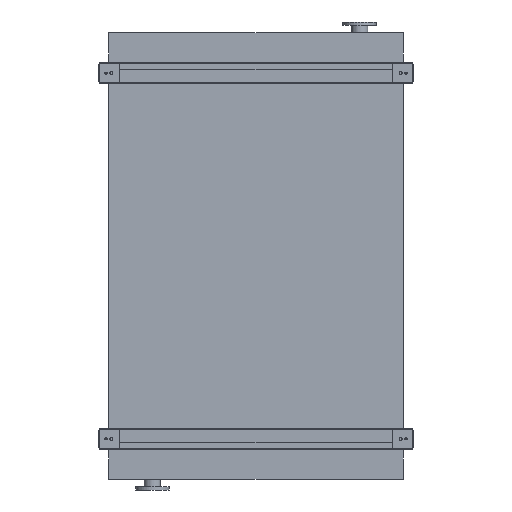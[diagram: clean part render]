
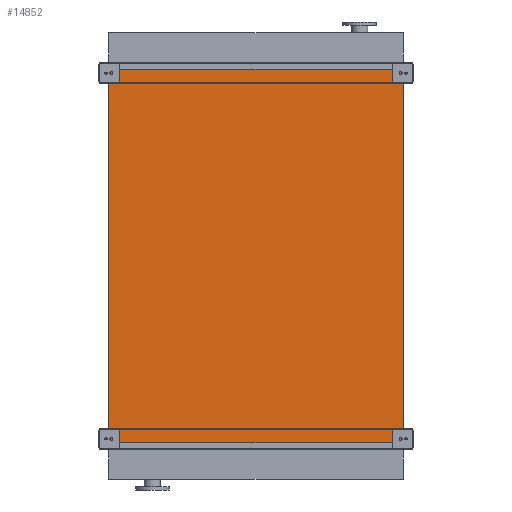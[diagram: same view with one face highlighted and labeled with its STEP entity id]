
A CAD part, front view. The second image highlights one B-rep face of the part: STEP entity #14852.
In plain terms, the highlighted planar face has unit normal (0, -1, 0).
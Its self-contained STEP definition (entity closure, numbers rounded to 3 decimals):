
#888 = DIRECTION ( 'NONE',  ( 1., 0., 0. ) ) ;
#1389 = EDGE_CURVE ( 'NONE', #9633, #20323, #21343, .T. ) ;
#2272 = CARTESIAN_POINT ( 'NONE',  ( 965., 0., 0. ) ) ;
#2378 = AXIS2_PLACEMENT_3D ( 'NONE', #3429, #8857, #21517 ) ;
#3429 = CARTESIAN_POINT ( 'NONE',  ( -965., 0., -2450. ) ) ;
#3502 = EDGE_CURVE ( 'NONE', #9916, #20093, #7141, .T. ) ;
#3813 = LINE ( 'NONE', #13949, #22462 ) ;
#4515 = CARTESIAN_POINT ( 'NONE',  ( -965., 0., -2450. ) ) ;
#4999 = CARTESIAN_POINT ( 'NONE',  ( -965., 0., -2450. ) ) ;
#5276 = CARTESIAN_POINT ( 'NONE',  ( -965., 0., 0. ) ) ;
#6449 = CARTESIAN_POINT ( 'NONE',  ( 965., 0., -2450. ) ) ;
#6734 = DIRECTION ( 'NONE',  ( 1., 0., 0. ) ) ;
#6966 = PLANE ( 'NONE',  #2378 ) ;
#7065 = EDGE_CURVE ( 'NONE', #20093, #20323, #3813, .T. ) ;
#7141 = LINE ( 'NONE', #4999, #11950 ) ;
#8168 = ORIENTED_EDGE ( 'NONE', *, *, #7065, .F. ) ;
#8734 = ORIENTED_EDGE ( 'NONE', *, *, #16872, .T. ) ;
#8857 = DIRECTION ( 'NONE',  ( 0., -1., 0. ) ) ;
#8933 = LINE ( 'NONE', #4515, #18024 ) ;
#9260 = DIRECTION ( 'NONE',  ( 0., 0., 1. ) ) ;
#9633 = VERTEX_POINT ( 'NONE', #6449 ) ;
#9916 = VERTEX_POINT ( 'NONE', #12625 ) ;
#11719 = VECTOR ( 'NONE', #9260, 1000. ) ;
#11950 = VECTOR ( 'NONE', #15822, 1000. ) ;
#12625 = CARTESIAN_POINT ( 'NONE',  ( -965., 0., -2450. ) ) ;
#13007 = ORIENTED_EDGE ( 'NONE', *, *, #3502, .F. ) ;
#13949 = CARTESIAN_POINT ( 'NONE',  ( -965., 0., 0. ) ) ;
#14852 = ADVANCED_FACE ( 'NONE', ( #23457 ), #6966, .T. ) ;
#15822 = DIRECTION ( 'NONE',  ( 0., 0., 1. ) ) ;
#16872 = EDGE_CURVE ( 'NONE', #9916, #9633, #8933, .T. ) ;
#17087 = EDGE_LOOP ( 'NONE', ( #8168, #13007, #8734, #18402 ) ) ;
#18024 = VECTOR ( 'NONE', #888, 1000. ) ;
#18402 = ORIENTED_EDGE ( 'NONE', *, *, #1389, .T. ) ;
#20093 = VERTEX_POINT ( 'NONE', #5276 ) ;
#20120 = CARTESIAN_POINT ( 'NONE',  ( 965., 0., -2450. ) ) ;
#20323 = VERTEX_POINT ( 'NONE', #2272 ) ;
#21343 = LINE ( 'NONE', #20120, #11719 ) ;
#21517 = DIRECTION ( 'NONE',  ( 0., 0., -1. ) ) ;
#22462 = VECTOR ( 'NONE', #6734, 1000. ) ;
#23457 = FACE_OUTER_BOUND ( 'NONE', #17087, .T. ) ;
